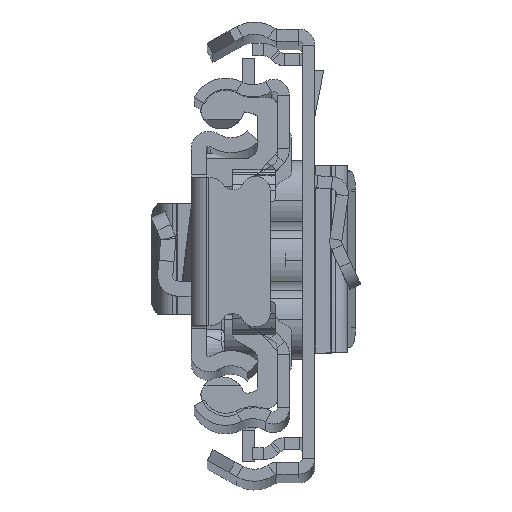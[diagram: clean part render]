
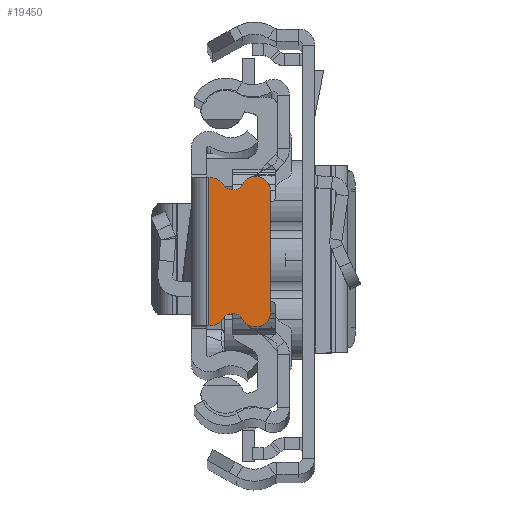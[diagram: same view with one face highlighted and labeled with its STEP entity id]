
A CAD part, top view. The second image highlights one B-rep face of the part: STEP entity #19450.
In plain terms, the highlighted planar face has unit normal (0, 0, 1).
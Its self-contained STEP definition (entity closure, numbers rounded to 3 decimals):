
#359 = EDGE_CURVE ( 'NONE', #8471, #8791, #19970, .T. ) ;
#457 = VERTEX_POINT ( 'NONE', #26501 ) ;
#859 = CARTESIAN_POINT ( 'NONE',  ( -5.109, -6.713, 0. ) ) ;
#2525 = ORIENTED_EDGE ( 'NONE', *, *, #2532, .T. ) ;
#2532 = EDGE_CURVE ( 'NONE', #23083, #5304, #4598, .T. ) ;
#2731 = VECTOR ( 'NONE', #19636, 1000. ) ;
#2945 = EDGE_CURVE ( 'NONE', #20062, #457, #3203, .T. ) ;
#3203 = LINE ( 'NONE', #11421, #2731 ) ;
#3792 = CARTESIAN_POINT ( 'NONE',  ( -6.429, 6., 0. ) ) ;
#4118 = EDGE_CURVE ( 'NONE', #16199, #9999, #5762, .T. ) ;
#4598 = CIRCLE ( 'NONE', #23965, 1.1 ) ;
#4685 = ORIENTED_EDGE ( 'NONE', *, *, #22091, .T. ) ;
#5071 = DIRECTION ( 'NONE',  ( 0., 0., 1. ) ) ;
#5304 = VERTEX_POINT ( 'NONE', #14611 ) ;
#5478 = VERTEX_POINT ( 'NONE', #16852 ) ;
#5762 = LINE ( 'NONE', #22174, #18676 ) ;
#5862 = LINE ( 'NONE', #22278, #16437 ) ;
#5946 = ORIENTED_EDGE ( 'NONE', *, *, #6447, .T. ) ;
#5984 = ORIENTED_EDGE ( 'NONE', *, *, #4118, .T. ) ;
#6177 = DIRECTION ( 'NONE',  ( -1., 0., 0. ) ) ;
#6235 = EDGE_CURVE ( 'NONE', #8791, #5478, #17035, .T. ) ;
#6432 = CARTESIAN_POINT ( 'NONE',  ( -4.142, -7.236, 0. ) ) ;
#6447 = EDGE_CURVE ( 'NONE', #9999, #23083, #11049, .T. ) ;
#8471 = VERTEX_POINT ( 'NONE', #25721 ) ;
#8510 = ORIENTED_EDGE ( 'NONE', *, *, #6235, .T. ) ;
#8532 = EDGE_LOOP ( 'NONE', ( #20184, #12069, #16632, #8510, #4685, #5984, #5946, #2525, #15806, #17440 ) ) ;
#8791 = VERTEX_POINT ( 'NONE', #20964 ) ;
#8979 = DIRECTION ( 'NONE',  ( 1., 0., 0. ) ) ;
#9300 = EDGE_CURVE ( 'NONE', #5304, #12856, #21599, .T. ) ;
#9990 = AXIS2_PLACEMENT_3D ( 'NONE', #10403, #20254, #20776 ) ;
#9999 = VERTEX_POINT ( 'NONE', #21401 ) ;
#10403 = CARTESIAN_POINT ( 'NONE',  ( -1.929, -5.87, 0. ) ) ;
#10500 = AXIS2_PLACEMENT_3D ( 'NONE', #19734, #5071, #19199 ) ;
#11049 = CIRCLE ( 'NONE', #14045, 1.5 ) ;
#11421 = CARTESIAN_POINT ( 'NONE',  ( -1.75, 0., 0. ) ) ;
#11605 = CARTESIAN_POINT ( 'NONE',  ( -1.929, -7.37, 0. ) ) ;
#12069 = ORIENTED_EDGE ( 'NONE', *, *, #13184, .F. ) ;
#12326 = DIRECTION ( 'NONE',  ( -1., 0., 0. ) ) ;
#12672 = LINE ( 'NONE', #22905, #26104 ) ;
#12856 = VERTEX_POINT ( 'NONE', #11605 ) ;
#13184 = EDGE_CURVE ( 'NONE', #8471, #20062, #12672, .T. ) ;
#14045 = AXIS2_PLACEMENT_3D ( 'NONE', #22298, #16372, #24337 ) ;
#14450 = AXIS2_PLACEMENT_3D ( 'NONE', #19075, #24903, #8979 ) ;
#14611 = CARTESIAN_POINT ( 'NONE',  ( -3.206, -6.658, 0. ) ) ;
#14936 = DIRECTION ( 'NONE',  ( 1., 0., 0. ) ) ;
#15046 = DIRECTION ( 'NONE',  ( 1., 0., 0. ) ) ;
#15806 = ORIENTED_EDGE ( 'NONE', *, *, #9300, .T. ) ;
#15889 = DIRECTION ( 'NONE',  ( 0., 0., 1. ) ) ;
#16199 = VERTEX_POINT ( 'NONE', #21769 ) ;
#16372 = DIRECTION ( 'NONE',  ( 0., 0., 1. ) ) ;
#16437 = VECTOR ( 'NONE', #12326, 1000. ) ;
#16632 = ORIENTED_EDGE ( 'NONE', *, *, #359, .T. ) ;
#16852 = CARTESIAN_POINT ( 'NONE',  ( -5.109, 6.713, 0. ) ) ;
#17035 = CIRCLE ( 'NONE', #14450, 1.1 ) ;
#17107 = FACE_OUTER_BOUND ( 'NONE', #8532, .T. ) ;
#17440 = ORIENTED_EDGE ( 'NONE', *, *, #19100, .F. ) ;
#18676 = VECTOR ( 'NONE', #22045, 1000. ) ;
#18714 = AXIS2_PLACEMENT_3D ( 'NONE', #3792, #15889, #24132 ) ;
#19075 = CARTESIAN_POINT ( 'NONE',  ( -4.142, 7.236, 0. ) ) ;
#19100 = EDGE_CURVE ( 'NONE', #457, #12856, #5862, .T. ) ;
#19199 = DIRECTION ( 'NONE',  ( -1., 0., 0. ) ) ;
#19450 = ADVANCED_FACE ( 'NONE', ( #17107 ), #25340, .T. ) ;
#19636 = DIRECTION ( 'NONE',  ( 0., -1., 0. ) ) ;
#19734 = CARTESIAN_POINT ( 'NONE',  ( -1.929, 5.87, 0. ) ) ;
#19970 = CIRCLE ( 'NONE', #10500, 1.5 ) ;
#20026 = CIRCLE ( 'NONE', #18714, 1.5 ) ;
#20062 = VERTEX_POINT ( 'NONE', #24601 ) ;
#20184 = ORIENTED_EDGE ( 'NONE', *, *, #2945, .F. ) ;
#20254 = DIRECTION ( 'NONE',  ( 0., 0., 1. ) ) ;
#20776 = DIRECTION ( 'NONE',  ( 1., 0., 0. ) ) ;
#20964 = CARTESIAN_POINT ( 'NONE',  ( -3.206, 6.658, 0. ) ) ;
#21401 = CARTESIAN_POINT ( 'NONE',  ( -7.929, -6., 0. ) ) ;
#21599 = CIRCLE ( 'NONE', #9990, 1.5 ) ;
#21769 = CARTESIAN_POINT ( 'NONE',  ( -7.929, 6., 0. ) ) ;
#22045 = DIRECTION ( 'NONE',  ( 0., -1., 0. ) ) ;
#22091 = EDGE_CURVE ( 'NONE', #5478, #16199, #20026, .T. ) ;
#22174 = CARTESIAN_POINT ( 'NONE',  ( -7.929, -6., 0. ) ) ;
#22278 = CARTESIAN_POINT ( 'NONE',  ( -1.929, -7.37, 0. ) ) ;
#22298 = CARTESIAN_POINT ( 'NONE',  ( -6.429, -6., 0. ) ) ;
#22877 = DIRECTION ( 'NONE',  ( 0., 0., -1. ) ) ;
#22905 = CARTESIAN_POINT ( 'NONE',  ( -1.929, 7.37, 0. ) ) ;
#23083 = VERTEX_POINT ( 'NONE', #859 ) ;
#23965 = AXIS2_PLACEMENT_3D ( 'NONE', #6432, #22877, #6177 ) ;
#24132 = DIRECTION ( 'NONE',  ( -1., 0., 0. ) ) ;
#24337 = DIRECTION ( 'NONE',  ( 1., 0., 0. ) ) ;
#24601 = CARTESIAN_POINT ( 'NONE',  ( -1.75, 7.37, 0. ) ) ;
#24903 = DIRECTION ( 'NONE',  ( 0., 0., -1. ) ) ;
#25081 = DIRECTION ( 'NONE',  ( 0., 0., 1. ) ) ;
#25206 = CARTESIAN_POINT ( 'NONE',  ( 494.071, 0., 0. ) ) ;
#25340 = PLANE ( 'NONE',  #26319 ) ;
#25721 = CARTESIAN_POINT ( 'NONE',  ( -1.929, 7.37, 0. ) ) ;
#26104 = VECTOR ( 'NONE', #15046, 1000. ) ;
#26319 = AXIS2_PLACEMENT_3D ( 'NONE', #25206, #25081, #14936 ) ;
#26501 = CARTESIAN_POINT ( 'NONE',  ( -1.75, -7.37, 0. ) ) ;
